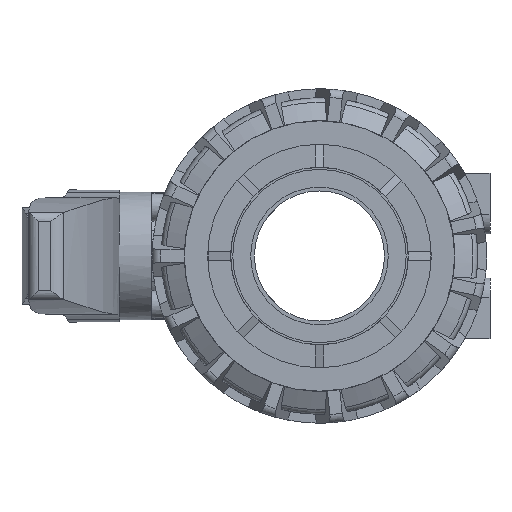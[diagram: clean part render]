
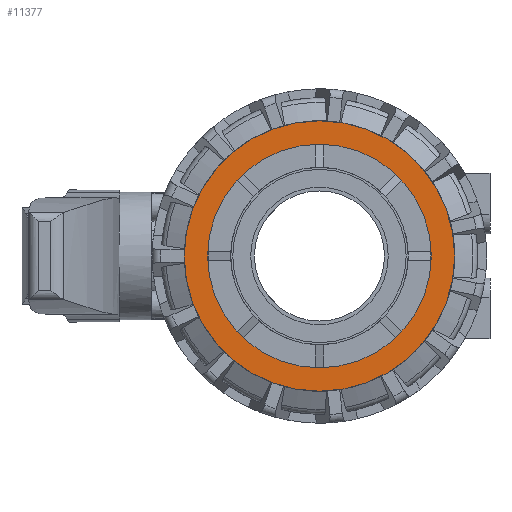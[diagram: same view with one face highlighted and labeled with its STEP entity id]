
A CAD part, left-side view. The second image highlights one B-rep face of the part: STEP entity #11377.
In plain terms, the highlighted face is planar.
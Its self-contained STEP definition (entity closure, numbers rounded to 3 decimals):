
#724=FACE_BOUND($,#2492,.T.);
#725=FACE_BOUND($,#2493,.T.);
#1110=CIRCLE($,#12541,40.65);
#1134=CIRCLE($,#12602,49.15);
#2492=EDGE_LOOP($,(#9945));
#2493=EDGE_LOOP($,(#9946));
#5095=VERTEX_POINT($,#20309);
#5112=VERTEX_POINT($,#20436);
#6683=EDGE_CURVE($,#5095,#5095,#1110,.T.);
#6750=EDGE_CURVE($,#5112,#5112,#1134,.T.);
#9945=ORIENTED_EDGE($,*,*,#6683,.T.);
#9946=ORIENTED_EDGE($,*,*,#6750,.T.);
#10788=PLANE($,#12635);
#11377=ADVANCED_FACE($,(#724,#725),#10788,.T.);
#12541=AXIS2_PLACEMENT_3D($,#20310,#15522,#15523);
#12602=AXIS2_PLACEMENT_3D($,#20437,#15672,#15673);
#12635=AXIS2_PLACEMENT_3D($,#20474,#15739,#15740);
#15522=DIRECTION('center_axis',(0.,0.,-1.));
#15523=DIRECTION('ref_axis',(-1.,0.,0.));
#15672=DIRECTION('center_axis',(0.,0.,1.));
#15673=DIRECTION('ref_axis',(1.,0.,0.));
#15739=DIRECTION('center_axis',(0.,0.,1.));
#15740=DIRECTION('ref_axis',(1.,0.,0.));
#20309=CARTESIAN_POINT('',(40.65,0.,49.2));
#20310=CARTESIAN_POINT('Origin',(0.,0.,49.2));
#20436=CARTESIAN_POINT('',(0.,-49.15,49.2));
#20437=CARTESIAN_POINT('Origin',(0.,0.,49.2));
#20474=CARTESIAN_POINT('Origin',(0.,0.,49.2));
